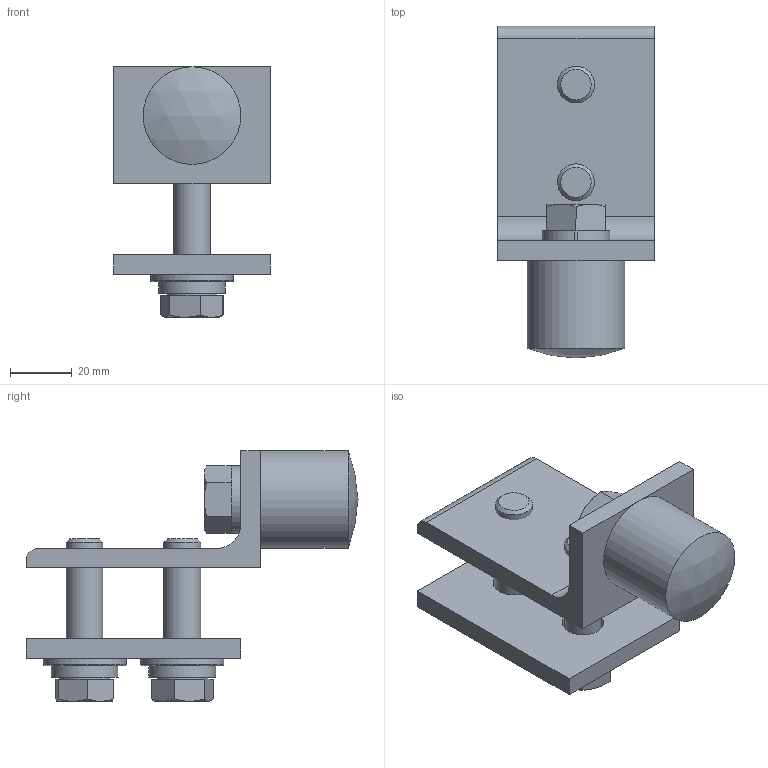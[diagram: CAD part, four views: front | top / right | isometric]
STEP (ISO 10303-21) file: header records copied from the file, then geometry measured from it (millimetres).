
FILE_DESCRIPTION((''),'2;1');
FILE_NAME('25580 ETA-4-5 MID-STOP ASSEMBLY.stp','2011-01-25T08:57:04',('jholman'),(''),'Autodesk Inventor 2009','Autodesk Inventor 2009','');
FILE_SCHEMA(('AUTOMOTIVE_DESIGN { 1 0 10303 214 1 1 1 1 }'));
Length unit declared in the file: inch
Products named in the file (11): 25580; ANSI L  (Unequal angles) L 3 x 2 x 1/4 - 2; 3D11VKB4B; 3D11WKB4A; 3D11YKB4A; 3D11ZKB4A; 3D11N3B4A; Hex Bolt - UNC (Regular Thread - Inch) 1/2-13 UNC - 0.75; Hex Cap Screw - Metric M12 x 45; Regular Helical Spring Lock Washer (Inch) 1/2; ASME B18.21.2M 12
Assembly tree (13 placements, depth 3):
  25580
    ANSI L  (Unequal angles) L 3 x 2 x 1/4 - 2
    3D11VKB4B
    3D11WKB4A
      3D11YKB4A
      3D11ZKB4A
    3D11N3B4A  x2
    Hex Bolt - UNC (Regular Thread - Inch) 1/2-13 UNC - 0.75
    Hex Cap Screw - Metric M12 x 45  x2
    Regular Helical Spring Lock Washer (Inch) 1/2
    ASME B18.21.2M 12  x2
Bounding box: 50.8 x 107.95 x 81.45 mm (x, y, z)
Volume: 100554.6 mm3; surface area: 42230.8 mm2
Topology: 12 solids, 12 shells, 133 faces, 276 edges, 175 vertices
Faces by surface type: plane 71, cone 23, cylinder 21, bspline 13, torus 4, sphere 1
Full cylindrical faces by diameter (mm): 12 x2, 12.7 x1, 16.6 x2, 19.05 x5, 25.4 x2, 26.988 x2, 31.75 x1
Entity records: 2994 total; most frequent: CARTESIAN_POINT 668, DIRECTION 456, ORIENTED_EDGE 348, AXIS2_PLACEMENT_3D 191, EDGE_CURVE 174, EDGE_LOOP 146, VERTEX_POINT 124, FACE_OUTER_BOUND 101
